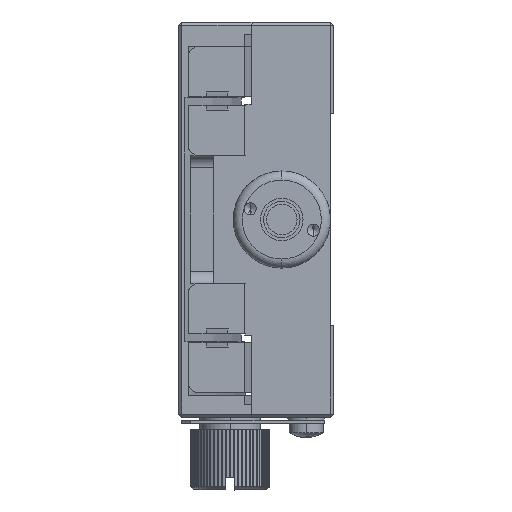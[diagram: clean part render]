
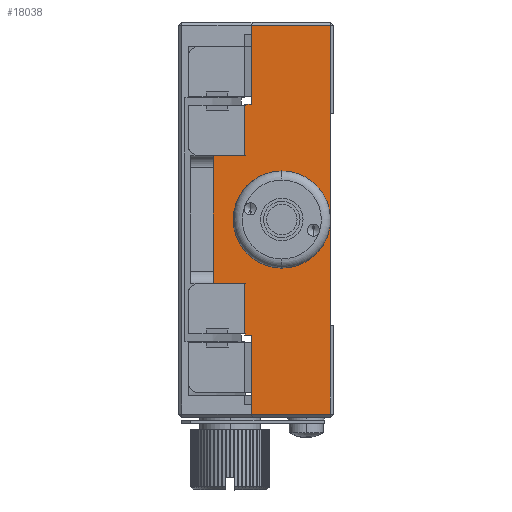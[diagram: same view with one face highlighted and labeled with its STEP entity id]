
A CAD part, left-side view. The second image highlights one B-rep face of the part: STEP entity #18038.
In plain terms, the highlighted planar face has unit normal (-1, 0, 0).
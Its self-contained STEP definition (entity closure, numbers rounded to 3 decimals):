
#78 = CARTESIAN_POINT ( 'NONE',  ( -32.5, 14.133, 19. ) ) ;
#118 = VERTEX_POINT ( 'NONE', #5977 ) ;
#257 = CARTESIAN_POINT ( 'NONE',  ( -32.5, 14.133, 10.5 ) ) ;
#565 = CARTESIAN_POINT ( 'NONE',  ( -32.5, 0., 32. ) ) ;
#879 = EDGE_CURVE ( 'NONE', #16833, #18104, #37061, .T. ) ;
#1390 = CARTESIAN_POINT ( 'NONE',  ( -32.5, 13.002, -32.5 ) ) ;
#1612 = CIRCLE ( 'NONE', #38291, 6. ) ;
#2585 = DIRECTION ( 'NONE',  ( 0., 1., 0. ) ) ;
#3573 = CARTESIAN_POINT ( 'NONE',  ( -32.5, 0., 17.5 ) ) ;
#3623 = VECTOR ( 'NONE', #6774, 1000. ) ;
#3765 = LINE ( 'NONE', #28106, #9051 ) ;
#3799 = CARTESIAN_POINT ( 'NONE',  ( -32.5, 19.286, -32.5 ) ) ;
#4941 = DIRECTION ( 'NONE',  ( 0., 0., 1. ) ) ;
#5977 = CARTESIAN_POINT ( 'NONE',  ( -32.5, 19.286, -10.5 ) ) ;
#6164 = EDGE_LOOP ( 'NONE', ( #33490, #39088 ) ) ;
#6332 = VERTEX_POINT ( 'NONE', #78 ) ;
#6555 = EDGE_CURVE ( 'NONE', #38743, #118, #30511, .T. ) ;
#6774 = DIRECTION ( 'NONE',  ( 0., 0., 1. ) ) ;
#6859 = CARTESIAN_POINT ( 'NONE',  ( -32.5, 8., 0. ) ) ;
#6887 = CARTESIAN_POINT ( 'NONE',  ( -32.5, 0., -32.5 ) ) ;
#7134 = ORIENTED_EDGE ( 'NONE', *, *, #879, .F. ) ;
#7848 = LINE ( 'NONE', #19756, #30884 ) ;
#8694 = VERTEX_POINT ( 'NONE', #10010 ) ;
#9051 = VECTOR ( 'NONE', #9894, 1000. ) ;
#9147 = DIRECTION ( 'NONE',  ( 0., 0., 1. ) ) ;
#9343 = CARTESIAN_POINT ( 'NONE',  ( -32.5, 75., 32. ) ) ;
#9370 = ORIENTED_EDGE ( 'NONE', *, *, #23322, .T. ) ;
#9468 = ORIENTED_EDGE ( 'NONE', *, *, #23172, .F. ) ;
#9894 = DIRECTION ( 'NONE',  ( 0., 1., 0. ) ) ;
#10010 = CARTESIAN_POINT ( 'NONE',  ( -32.5, 0., -32. ) ) ;
#10287 = CARTESIAN_POINT ( 'NONE',  ( -32.5, 0., 32.5 ) ) ;
#11505 = FACE_BOUND ( 'NONE', #6164, .T. ) ;
#11928 = LINE ( 'NONE', #23999, #30607 ) ;
#12587 = EDGE_CURVE ( 'NONE', #33636, #6332, #20724, .T. ) ;
#12804 = VERTEX_POINT ( 'NONE', #29541 ) ;
#12959 = EDGE_LOOP ( 'NONE', ( #7134, #17139, #15956, #35805, #16146, #35019, #30664, #15771, #39101, #21213, #9468, #21261, #9370, #19727 ) ) ;
#13892 = CARTESIAN_POINT ( 'NONE',  ( -32.5, 75., -32.5 ) ) ;
#14024 = DIRECTION ( 'NONE',  ( 0., 0., 1. ) ) ;
#14042 = CIRCLE ( 'NONE', #22271, 6. ) ;
#14073 = PLANE ( 'NONE',  #23235 ) ;
#14126 = VECTOR ( 'NONE', #4941, 1000. ) ;
#14266 = DIRECTION ( 'NONE',  ( 0., 0., -1. ) ) ;
#14779 = LINE ( 'NONE', #35228, #36960 ) ;
#15771 = ORIENTED_EDGE ( 'NONE', *, *, #30334, .F. ) ;
#15889 = DIRECTION ( 'NONE',  ( 0., 0., 1. ) ) ;
#15935 = CARTESIAN_POINT ( 'NONE',  ( -32.5, 0., -17.5 ) ) ;
#15956 = ORIENTED_EDGE ( 'NONE', *, *, #19735, .F. ) ;
#16146 = ORIENTED_EDGE ( 'NONE', *, *, #20018, .F. ) ;
#16174 = CARTESIAN_POINT ( 'NONE',  ( -32.5, 14.133, -10.5 ) ) ;
#16431 = CARTESIAN_POINT ( 'NONE',  ( -32.5, 8., 0. ) ) ;
#16468 = VERTEX_POINT ( 'NONE', #15935 ) ;
#16596 = EDGE_CURVE ( 'NONE', #18104, #28370, #32359, .T. ) ;
#16829 = EDGE_CURVE ( 'NONE', #118, #31605, #30954, .T. ) ;
#16833 = VERTEX_POINT ( 'NONE', #28141 ) ;
#17037 = LINE ( 'NONE', #10287, #14126 ) ;
#17097 = DIRECTION ( 'NONE',  ( 0., 0., 1. ) ) ;
#17120 = DIRECTION ( 'NONE',  ( 0., 0., -1. ) ) ;
#17139 = ORIENTED_EDGE ( 'NONE', *, *, #22608, .F. ) ;
#17644 = VECTOR ( 'NONE', #21433, 1000. ) ;
#17872 = EDGE_CURVE ( 'NONE', #12804, #38427, #37656, .T. ) ;
#17930 = CARTESIAN_POINT ( 'NONE',  ( -32.5, 14.133, -32.5 ) ) ;
#18038 = ADVANCED_FACE ( 'NONE', ( #11505, #35479 ), #14073, .F. ) ;
#18104 = VERTEX_POINT ( 'NONE', #565 ) ;
#18253 = CARTESIAN_POINT ( 'NONE',  ( -32.5, 75., -10.5 ) ) ;
#19727 = ORIENTED_EDGE ( 'NONE', *, *, #16596, .F. ) ;
#19735 = EDGE_CURVE ( 'NONE', #6332, #35825, #33217, .T. ) ;
#19756 = CARTESIAN_POINT ( 'NONE',  ( -32.5, 75., 10.5 ) ) ;
#19952 = EDGE_CURVE ( 'NONE', #16468, #8694, #31447, .T. ) ;
#20018 = EDGE_CURVE ( 'NONE', #31605, #33636, #7848, .T. ) ;
#20672 = LINE ( 'NONE', #27186, #25493 ) ;
#20679 = VECTOR ( 'NONE', #29817, 1000. ) ;
#20724 = LINE ( 'NONE', #17930, #20679 ) ;
#21027 = DIRECTION ( 'NONE',  ( 0., 1., 0. ) ) ;
#21213 = ORIENTED_EDGE ( 'NONE', *, *, #17872, .F. ) ;
#21261 = ORIENTED_EDGE ( 'NONE', *, *, #19952, .F. ) ;
#21433 = DIRECTION ( 'NONE',  ( 0., -1., 0. ) ) ;
#21566 = CARTESIAN_POINT ( 'NONE',  ( -32.5, 13.002, -19. ) ) ;
#22271 = AXIS2_PLACEMENT_3D ( 'NONE', #6859, #31213, #17097 ) ;
#22608 = EDGE_CURVE ( 'NONE', #35825, #16833, #20672, .T. ) ;
#23046 = CARTESIAN_POINT ( 'NONE',  ( -32.5, 0., -32.5 ) ) ;
#23172 = EDGE_CURVE ( 'NONE', #8694, #12804, #3765, .T. ) ;
#23235 = AXIS2_PLACEMENT_3D ( 'NONE', #13892, #35659, #14266 ) ;
#23322 = EDGE_CURVE ( 'NONE', #16468, #28370, #17037, .T. ) ;
#23898 = VERTEX_POINT ( 'NONE', #38726 ) ;
#23999 = CARTESIAN_POINT ( 'NONE',  ( -32.5, 75., -19. ) ) ;
#25051 = VECTOR ( 'NONE', #15889, 1000. ) ;
#25056 = VECTOR ( 'NONE', #17120, 1000. ) ;
#25493 = VECTOR ( 'NONE', #9147, 1000. ) ;
#25908 = DIRECTION ( 'NONE',  ( -1., 0., 0. ) ) ;
#26857 = DIRECTION ( 'NONE',  ( 0., 0., 1. ) ) ;
#27186 = CARTESIAN_POINT ( 'NONE',  ( -32.5, 13.002, -32.5 ) ) ;
#27985 = EDGE_CURVE ( 'NONE', #30611, #23898, #14042, .T. ) ;
#28106 = CARTESIAN_POINT ( 'NONE',  ( -32.5, 75., -32. ) ) ;
#28141 = CARTESIAN_POINT ( 'NONE',  ( -32.5, 13.002, 32. ) ) ;
#28370 = VERTEX_POINT ( 'NONE', #3573 ) ;
#28698 = CARTESIAN_POINT ( 'NONE',  ( -32.5, 13.002, 19. ) ) ;
#29221 = CARTESIAN_POINT ( 'NONE',  ( -32.5, 8., -6. ) ) ;
#29541 = CARTESIAN_POINT ( 'NONE',  ( -32.5, 13.002, -32. ) ) ;
#29817 = DIRECTION ( 'NONE',  ( 0., 0., 1. ) ) ;
#30070 = EDGE_CURVE ( 'NONE', #38427, #30124, #11928, .T. ) ;
#30124 = VERTEX_POINT ( 'NONE', #31478 ) ;
#30334 = EDGE_CURVE ( 'NONE', #30124, #38743, #14779, .T. ) ;
#30460 = CARTESIAN_POINT ( 'NONE',  ( -32.5, 75., 19. ) ) ;
#30511 = LINE ( 'NONE', #18253, #32373 ) ;
#30607 = VECTOR ( 'NONE', #21027, 1000. ) ;
#30611 = VERTEX_POINT ( 'NONE', #29221 ) ;
#30664 = ORIENTED_EDGE ( 'NONE', *, *, #6555, .F. ) ;
#30884 = VECTOR ( 'NONE', #31818, 1000. ) ;
#30954 = LINE ( 'NONE', #3799, #25051 ) ;
#31213 = DIRECTION ( 'NONE',  ( -1., 0., 0. ) ) ;
#31447 = LINE ( 'NONE', #6887, #33402 ) ;
#31478 = CARTESIAN_POINT ( 'NONE',  ( -32.5, 14.133, -19. ) ) ;
#31605 = VERTEX_POINT ( 'NONE', #34062 ) ;
#31818 = DIRECTION ( 'NONE',  ( 0., -1., 0. ) ) ;
#32359 = LINE ( 'NONE', #23046, #25056 ) ;
#32373 = VECTOR ( 'NONE', #2585, 1000. ) ;
#32761 = VECTOR ( 'NONE', #33030, 1000. ) ;
#32940 = EDGE_CURVE ( 'NONE', #23898, #30611, #1612, .T. ) ;
#33030 = DIRECTION ( 'NONE',  ( 0., -1., 0. ) ) ;
#33217 = LINE ( 'NONE', #30460, #32761 ) ;
#33402 = VECTOR ( 'NONE', #34218, 1000. ) ;
#33490 = ORIENTED_EDGE ( 'NONE', *, *, #32940, .F. ) ;
#33636 = VERTEX_POINT ( 'NONE', #257 ) ;
#34062 = CARTESIAN_POINT ( 'NONE',  ( -32.5, 19.286, 10.5 ) ) ;
#34218 = DIRECTION ( 'NONE',  ( 0., 0., -1. ) ) ;
#35019 = ORIENTED_EDGE ( 'NONE', *, *, #16829, .F. ) ;
#35228 = CARTESIAN_POINT ( 'NONE',  ( -32.5, 14.133, -32.5 ) ) ;
#35479 = FACE_OUTER_BOUND ( 'NONE', #12959, .T. ) ;
#35659 = DIRECTION ( 'NONE',  ( 1., 0., 0. ) ) ;
#35805 = ORIENTED_EDGE ( 'NONE', *, *, #12587, .F. ) ;
#35825 = VERTEX_POINT ( 'NONE', #28698 ) ;
#36960 = VECTOR ( 'NONE', #26857, 1000. ) ;
#37061 = LINE ( 'NONE', #9343, #17644 ) ;
#37656 = LINE ( 'NONE', #1390, #3623 ) ;
#38291 = AXIS2_PLACEMENT_3D ( 'NONE', #16431, #25908, #14024 ) ;
#38427 = VERTEX_POINT ( 'NONE', #21566 ) ;
#38726 = CARTESIAN_POINT ( 'NONE',  ( -32.5, 8., 6. ) ) ;
#38743 = VERTEX_POINT ( 'NONE', #16174 ) ;
#39088 = ORIENTED_EDGE ( 'NONE', *, *, #27985, .F. ) ;
#39101 = ORIENTED_EDGE ( 'NONE', *, *, #30070, .F. ) ;
